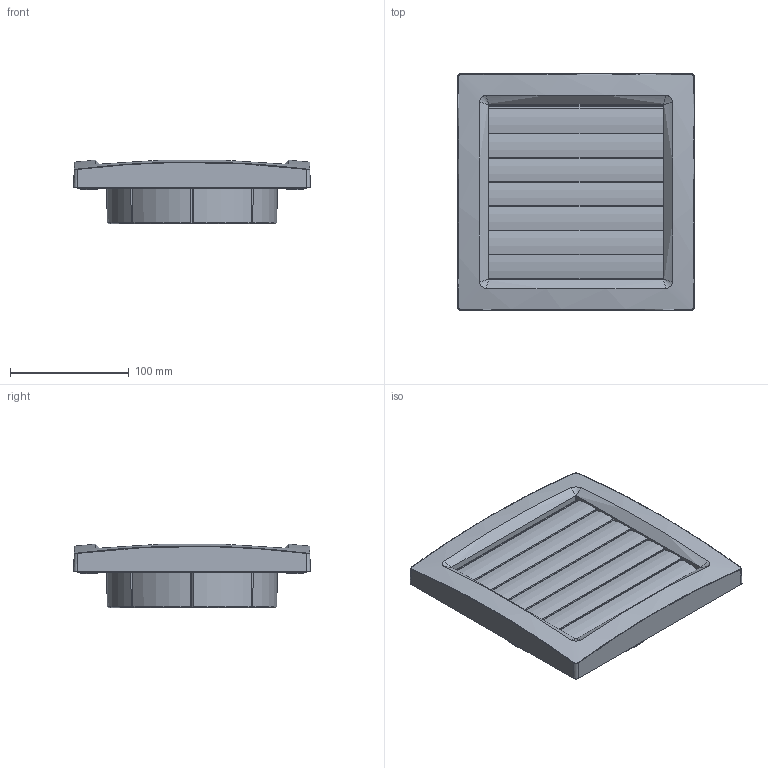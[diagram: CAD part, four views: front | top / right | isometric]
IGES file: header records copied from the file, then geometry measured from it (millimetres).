
Global section: file name: AP-150-1; native system: AutoCAD 2021 - Deutsch (German); preprocessor: Autodesk Translation Framework DWG producer (atf_dwg_producer); organization: unknown; date: 20210708.161813; units: millimetre
Bounding box: 199.8 x 199.8 x 53.79 mm (x, y, z)
Volume: 455225.7 mm3; surface area: 158403.8 mm2
Topology: 1 solids, 15 shells, 382 faces, 981 edges, 628 vertices
Faces by surface type: bspline 382
